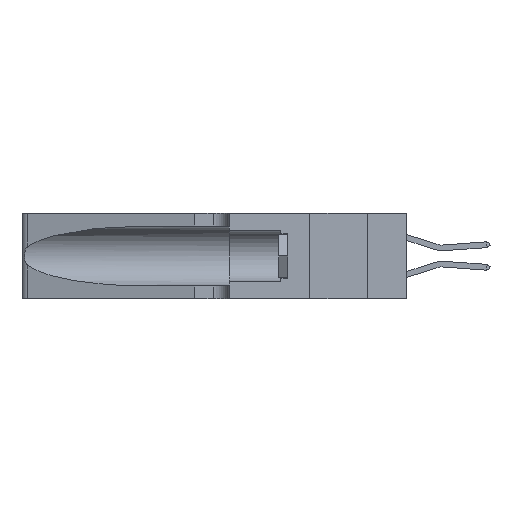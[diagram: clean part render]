
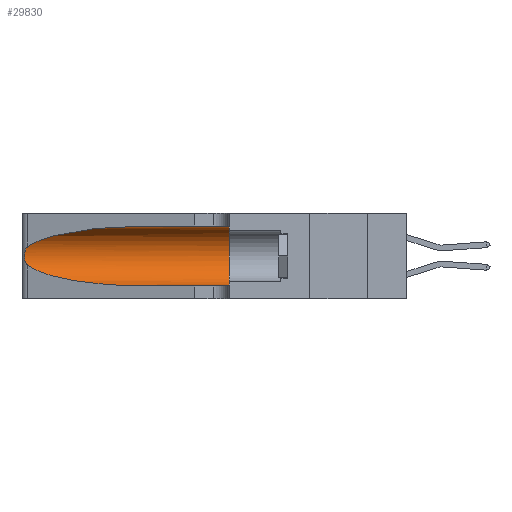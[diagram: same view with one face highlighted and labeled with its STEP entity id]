
A CAD part, left-side view. The second image highlights one B-rep face of the part: STEP entity #29830.
In plain terms, the highlighted cylindrical face has radius 3.308 mm (diameter 6.617 mm), a partial arc.
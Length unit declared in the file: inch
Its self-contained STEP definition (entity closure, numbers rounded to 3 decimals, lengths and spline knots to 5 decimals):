
#2148 = DIRECTION ( 'NONE',  ( 0., 0., -1. ) ) ;
#2331 = CARTESIAN_POINT ( 'NONE',  ( 0.2373, 1.15595, 0.28018 ) ) ;
#2820 = CARTESIAN_POINT ( 'NONE',  ( 0.1305, 0.72297, 0.31525 ) ) ;
#3610 = ORIENTED_EDGE ( 'NONE', *, *, #7851, .T. ) ;
#4183 = CARTESIAN_POINT ( 'NONE',  ( 0.26075, 1.23896, 0.178 ) ) ;
#4202 = CARTESIAN_POINT ( 'NONE',  ( 0.1305, 1.61858, 0.31525 ) ) ;
#5001 = LINE ( 'NONE', #24376, #6009 ) ;
#5231 = CARTESIAN_POINT ( 'NONE',  ( 0.18966, 0.96281, 0.05475 ) ) ;
#5578 = VERTEX_POINT ( 'NONE', #27613 ) ;
#5996 = EDGE_CURVE ( 'NONE', #5578, #17871, #7664, .T. ) ;
#6009 = VECTOR ( 'NONE', #24515, 39.37008 ) ;
#7456 = CARTESIAN_POINT ( 'NONE',  ( 0.25555, 1.22994, 0.2215 ) ) ;
#7664 = CIRCLE ( 'NONE', #33174, 0.13025 ) ;
#7851 = EDGE_CURVE ( 'NONE', #15406, #30460, #12747, .T. ) ;
#7907 = CARTESIAN_POINT ( 'NONE',  ( 0.25555, 1.22993, 0.14849 ) ) ;
#9530 = CARTESIAN_POINT ( 'NONE',  ( 0.25487, 1.22718, 0.14631 ) ) ;
#10340 = CARTESIAN_POINT ( 'NONE',  ( 0.1305, 0.35, 0.185 ) ) ;
#10620 = FACE_OUTER_BOUND ( 'NONE', #22888, .T. ) ;
#10813 = CARTESIAN_POINT ( 'NONE',  ( 0.25787, 1.23484, 0.2124 ) ) ;
#11265 = CARTESIAN_POINT ( 'NONE',  ( 0.26018, 1.23835, 0.19895 ) ) ;
#11273 = VECTOR ( 'NONE', #20954, 39.37008 ) ;
#12435 = VERTEX_POINT ( 'NONE', #9530 ) ;
#12747 =( BOUNDED_CURVE ( )  B_SPLINE_CURVE ( 3, ( #32122, #25662, #2331, #32262 ),
 .UNSPECIFIED., .F., .F. ) 
 B_SPLINE_CURVE_WITH_KNOTS ( ( 4, 4 ),
 ( 1.5708, 2.84003 ),
 .UNSPECIFIED. ) 
 CURVE ( )  GEOMETRIC_REPRESENTATION_ITEM ( )  RATIONAL_B_SPLINE_CURVE ( ( 1., 0.87, 0.87, 1. ) ) 
 REPRESENTATION_ITEM ( '' )  );
#13111 = CARTESIAN_POINT ( 'NONE',  ( 0.1305, 0.72297, 0.05475 ) ) ;
#13533 = VERTEX_POINT ( 'NONE', #31588 ) ;
#14407 = CARTESIAN_POINT ( 'NONE',  ( 0.25487, 1.22718, 0.14631 ) ) ;
#15406 = VERTEX_POINT ( 'NONE', #2820 ) ;
#15798 = CYLINDRICAL_SURFACE ( 'NONE', #36205, 0.13025 ) ;
#16360 = DIRECTION ( 'NONE',  ( 0., 0., 1. ) ) ;
#17223 = CARTESIAN_POINT ( 'NONE',  ( 0.25639, 1.23184, 0.21858 ) ) ;
#17523 = EDGE_CURVE ( 'NONE', #30460, #12435, #40092, .T. ) ;
#17871 = VERTEX_POINT ( 'NONE', #24083 ) ;
#19337 = ORIENTED_EDGE ( 'NONE', *, *, #5996, .F. ) ;
#19461 = CARTESIAN_POINT ( 'NONE',  ( 0.1305, 1.61858, 0.185 ) ) ;
#20490 = CARTESIAN_POINT ( 'NONE',  ( 0.25854, 1.2359, 0.20912 ) ) ;
#20954 = DIRECTION ( 'NONE',  ( 0., -1., 0. ) ) ;
#22888 = EDGE_LOOP ( 'NONE', ( #3610, #29129, #27332, #34375, #19337, #39175 ) ) ;
#23019 = LINE ( 'NONE', #4202, #11273 ) ;
#23797 = CARTESIAN_POINT ( 'NONE',  ( 0.26075, 1.23896, 0.19203 ) ) ;
#23845 = CARTESIAN_POINT ( 'NONE',  ( 0.25487, 1.22718, 0.22369 ) ) ;
#23931 =( BOUNDED_CURVE ( )  B_SPLINE_CURVE ( 3, ( #14407, #37394, #5231, #13111 ),
 .UNSPECIFIED., .F., .F. ) 
 B_SPLINE_CURVE_WITH_KNOTS ( ( 4, 4 ),
 ( 3.44316, 4.71239 ),
 .UNSPECIFIED. ) 
 CURVE ( )  GEOMETRIC_REPRESENTATION_ITEM ( )  RATIONAL_B_SPLINE_CURVE ( ( 1., 0.87, 0.87, 1. ) ) 
 REPRESENTATION_ITEM ( '' )  );
#24083 = CARTESIAN_POINT ( 'NONE',  ( 0.1305, 0.35, 0.05475 ) ) ;
#24092 = CARTESIAN_POINT ( 'NONE',  ( 0.25856, 1.23593, 0.16098 ) ) ;
#24235 = CARTESIAN_POINT ( 'NONE',  ( 0.25487, 1.22718, 0.14631 ) ) ;
#24376 = CARTESIAN_POINT ( 'NONE',  ( 0.1305, 1.61858, 0.05475 ) ) ;
#24515 = DIRECTION ( 'NONE',  ( 0., -1., 0. ) ) ;
#25070 = EDGE_CURVE ( 'NONE', #13533, #17871, #5001, .T. ) ;
#25662 = CARTESIAN_POINT ( 'NONE',  ( 0.18966, 0.96281, 0.31525 ) ) ;
#26224 = DIRECTION ( 'NONE',  ( 0., 1., 0. ) ) ;
#26248 = EDGE_CURVE ( 'NONE', #15406, #5578, #23019, .T. ) ;
#27332 = ORIENTED_EDGE ( 'NONE', *, *, #28874, .T. ) ;
#27613 = CARTESIAN_POINT ( 'NONE',  ( 0.1305, 0.35, 0.31525 ) ) ;
#28874 = EDGE_CURVE ( 'NONE', #12435, #13533, #23931, .T. ) ;
#29129 = ORIENTED_EDGE ( 'NONE', *, *, #17523, .T. ) ;
#29830 = ADVANCED_FACE ( 'NONE', ( #10620 ), #15798, .F. ) ;
#30460 = VERTEX_POINT ( 'NONE', #23845 ) ;
#30679 = CARTESIAN_POINT ( 'NONE',  ( 0.25639, 1.23186, 0.15144 ) ) ;
#31588 = CARTESIAN_POINT ( 'NONE',  ( 0.1305, 0.72297, 0.05475 ) ) ;
#32122 = CARTESIAN_POINT ( 'NONE',  ( 0.1305, 0.72297, 0.31525 ) ) ;
#32262 = CARTESIAN_POINT ( 'NONE',  ( 0.25487, 1.22718, 0.22369 ) ) ;
#33174 = AXIS2_PLACEMENT_3D ( 'NONE', #10340, #26224, #16360 ) ;
#33987 = CARTESIAN_POINT ( 'NONE',  ( 0.25487, 1.22718, 0.22369 ) ) ;
#34375 = ORIENTED_EDGE ( 'NONE', *, *, #25070, .T. ) ;
#36205 = AXIS2_PLACEMENT_3D ( 'NONE', #19461, #41326, #2148 ) ;
#37369 = CARTESIAN_POINT ( 'NONE',  ( 0.26017, 1.23833, 0.17102 ) ) ;
#37394 = CARTESIAN_POINT ( 'NONE',  ( 0.2373, 1.15595, 0.08982 ) ) ;
#39175 = ORIENTED_EDGE ( 'NONE', *, *, #26248, .F. ) ;
#40092 = B_SPLINE_CURVE_WITH_KNOTS ( 'NONE', 3,
 ( #33987, #7456, #17223, #10813, #20490, #11265, #23797, #4183, #37369, #24092, #40544, #30679, #7907, #24235 ),
 .UNSPECIFIED., .F., .F.,
 ( 4, 2, 2, 2, 2, 2, 4 ),
 ( 0., 0.00027, 0.00053, 0.00107, 0.0016, 0.00187, 0.00214 ),
 .UNSPECIFIED. ) ;
#40544 = CARTESIAN_POINT ( 'NONE',  ( 0.25789, 1.23486, 0.15765 ) ) ;
#41326 = DIRECTION ( 'NONE',  ( 0., -1., 0. ) ) ;
